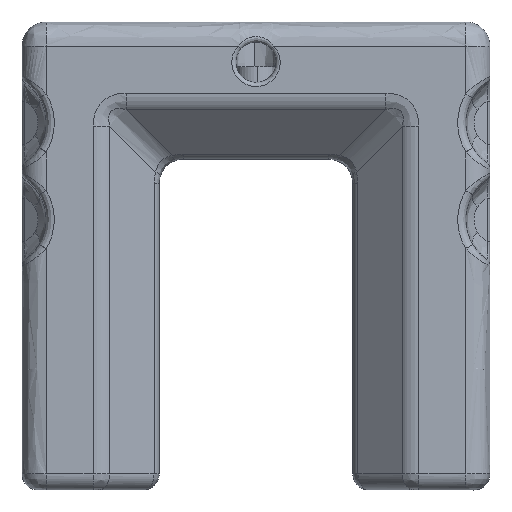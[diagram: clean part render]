
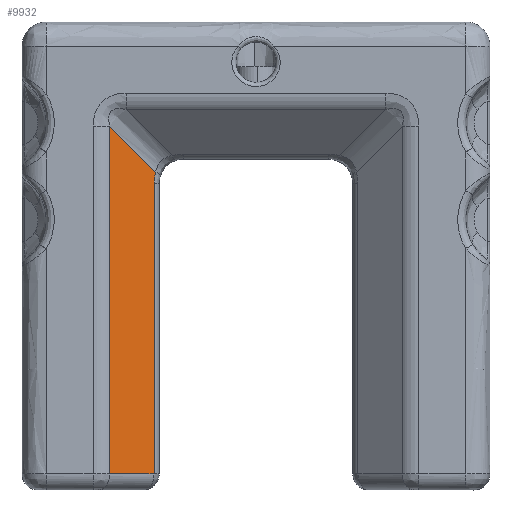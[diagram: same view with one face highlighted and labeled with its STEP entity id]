
A CAD part, top view. The second image highlights one B-rep face of the part: STEP entity #9932.
In plain terms, the highlighted free-form (B-spline) face has degree [1, 1] with [2, 2] control points.
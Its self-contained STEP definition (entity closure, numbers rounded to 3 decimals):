
#5726=CARTESIAN_POINT('',(-18.137,-56.,8.698));
#5727=VERTEX_POINT('',#5726);
#5741=CARTESIAN_POINT('',(-18.137,-12.905,8.698));
#5742=VERTEX_POINT('',#5741);
#5743=CARTESIAN_POINT('',(-18.137,-12.905,8.698));
#5744=CARTESIAN_POINT('',(-18.137,-56.,8.698));
#5745=QUASI_UNIFORM_CURVE('',1,(#5743,#5744),.UNSPECIFIED.,.F.,.U.);
#5746=EDGE_CURVE('',#5742,#5727,#5745,.T.);
#7327=CARTESIAN_POINT('',(-12.44,-18.602,3.408));
#7328=VERTEX_POINT('',#7327);
#7445=CARTESIAN_POINT('',(-12.639,-20.,3.593));
#7446=VERTEX_POINT('',#7445);
#7462=CARTESIAN_POINT('',(-12.639,-20.,3.593));
#7463=CARTESIAN_POINT('',(-12.639,-19.287,3.593));
#7464=CARTESIAN_POINT('',(-12.44,-18.602,3.408));
#7472=(BOUNDED_CURVE()B_SPLINE_CURVE(2,(#7462,#7463,#7464),.UNSPECIFIED.,.F.,.U.)CURVE()GEOMETRIC_REPRESENTATION_ITEM()QUASI_UNIFORM_CURVE()RATIONAL_B_SPLINE_CURVE((1.0,0.99,1.0))REPRESENTATION_ITEM(''));
#7473=EDGE_CURVE('',#7446,#7328,#7472,.T.);
#7492=CARTESIAN_POINT('',(-12.639,-56.,3.593));
#7493=VERTEX_POINT('',#7492);
#7509=CARTESIAN_POINT('',(-12.639,-56.,3.593));
#7510=CARTESIAN_POINT('',(-12.639,-20.,3.593));
#7511=QUASI_UNIFORM_CURVE('',1,(#7509,#7510),.UNSPECIFIED.,.F.,.U.);
#7512=EDGE_CURVE('',#7493,#7446,#7511,.T.);
#7653=CARTESIAN_POINT('',(-18.137,-56.,8.698));
#7654=CARTESIAN_POINT('',(-12.639,-56.,3.593));
#7655=QUASI_UNIFORM_CURVE('',1,(#7653,#7654),.UNSPECIFIED.,.F.,.U.);
#7656=EDGE_CURVE('',#5727,#7493,#7655,.T.);
#9916=CARTESIAN_POINT('',(-12.155,-58.153,3.144));
#9917=CARTESIAN_POINT('',(-18.421,-58.153,8.963));
#9918=CARTESIAN_POINT('',(-12.155,-10.752,3.144));
#9919=CARTESIAN_POINT('',(-18.421,-10.752,8.963));
#9920=B_SPLINE_SURFACE_WITH_KNOTS('',1,1,((#9916,#9918),(#9917,#9919)),.UNSPECIFIED.,.F.,.F.,.U.,(2,2),(2,2),(0.0,8.551),(0.0,47.401),.UNSPECIFIED.);
#9921=ORIENTED_EDGE('',*,*,#7512,.T.);
#9922=ORIENTED_EDGE('',*,*,#7473,.T.);
#9923=CARTESIAN_POINT('',(-12.44,-18.602,3.408));
#9924=CARTESIAN_POINT('',(-18.137,-12.905,8.698));
#9925=QUASI_UNIFORM_CURVE('',1,(#9923,#9924),.UNSPECIFIED.,.F.,.U.);
#9926=EDGE_CURVE('',#7328,#5742,#9925,.T.);
#9927=ORIENTED_EDGE('',*,*,#9926,.T.);
#9928=ORIENTED_EDGE('',*,*,#5746,.T.);
#9929=ORIENTED_EDGE('',*,*,#7656,.T.);
#9930=EDGE_LOOP('',(#9921,#9922,#9927,#9928,#9929));
#9931=FACE_OUTER_BOUND('',#9930,.T.);
#9932=ADVANCED_FACE('',(#9931),#9920,.F.);
